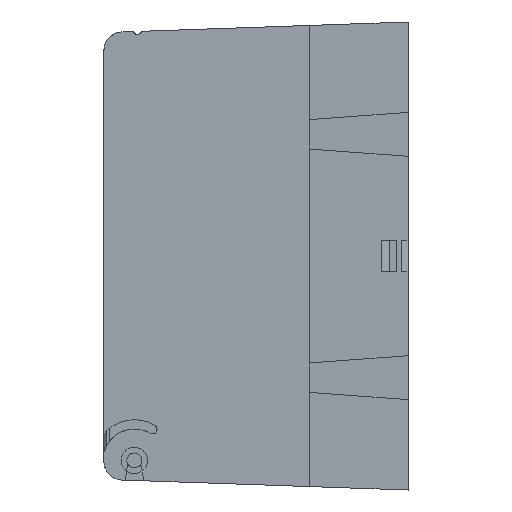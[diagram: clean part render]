
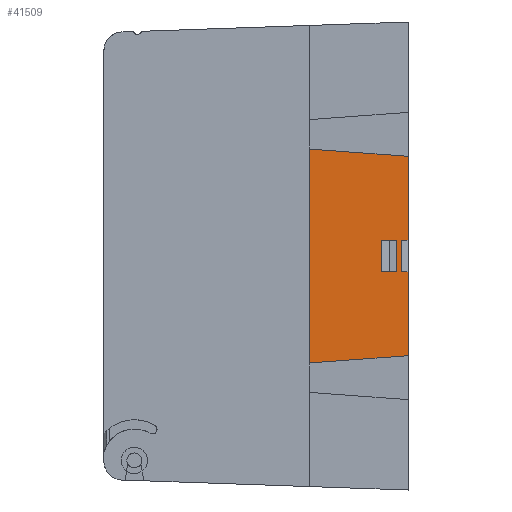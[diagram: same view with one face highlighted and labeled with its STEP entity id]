
A CAD part, left-side view. The second image highlights one B-rep face of the part: STEP entity #41509.
In plain terms, the highlighted planar face has unit normal (1, 0, 0).
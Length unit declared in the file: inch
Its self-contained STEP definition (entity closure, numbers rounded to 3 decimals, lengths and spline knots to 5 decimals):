
#434 = VERTEX_POINT ( 'NONE', #18392 ) ;
#1547 = LINE ( 'NONE', #52360, #12485 ) ;
#1660 = VECTOR ( 'NONE', #45690, 39.37008 ) ;
#2062 = CARTESIAN_POINT ( 'NONE',  ( -4.3542, -1.3934, -0.17 ) ) ;
#2351 = CARTESIAN_POINT ( 'NONE',  ( -4.3542, -1.605, -0.17 ) ) ;
#2610 = DIRECTION ( 'NONE',  ( 0., -1., 0. ) ) ;
#2783 = CARTESIAN_POINT ( 'NONE',  ( -4.3542, -0.625, 0.17 ) ) ;
#2816 = ORIENTED_EDGE ( 'NONE', *, *, #49835, .F. ) ;
#2872 = LINE ( 'NONE', #35119, #45322 ) ;
#2933 = EDGE_CURVE ( 'NONE', #4858, #25363, #39446, .T. ) ;
#3001 = CARTESIAN_POINT ( 'NONE',  ( -4.3542, -1.605, 0.17 ) ) ;
#4421 = DIRECTION ( 'NONE',  ( 0., 0., 1. ) ) ;
#4629 = ORIENTED_EDGE ( 'NONE', *, *, #28741, .F. ) ;
#4685 = VECTOR ( 'NONE', #44518, 39.37008 ) ;
#4858 = VERTEX_POINT ( 'NONE', #2351 ) ;
#4867 = ORIENTED_EDGE ( 'NONE', *, *, #43977, .F. ) ;
#5135 = EDGE_CURVE ( 'NONE', #12236, #32809, #34549, .T. ) ;
#7194 = CARTESIAN_POINT ( 'NONE',  ( -4.3542, -0.625, 1.14282 ) ) ;
#7422 = EDGE_CURVE ( 'NONE', #32809, #48888, #2872, .T. ) ;
#7704 = LINE ( 'NONE', #21773, #39237 ) ;
#11561 = ORIENTED_EDGE ( 'NONE', *, *, #32602, .F. ) ;
#11650 = LINE ( 'NONE', #14419, #43181 ) ;
#11829 = VECTOR ( 'NONE', #38016, 39.37008 ) ;
#12236 = VERTEX_POINT ( 'NONE', #18001 ) ;
#12485 = VECTOR ( 'NONE', #23983, 39.37008 ) ;
#12571 = DIRECTION ( 'NONE',  ( 0., -1., 0. ) ) ;
#12747 = AXIS2_PLACEMENT_3D ( 'NONE', #48956, #24568, #52935 ) ;
#12844 = VECTOR ( 'NONE', #2610, 39.37008 ) ;
#13328 = CARTESIAN_POINT ( 'NONE',  ( -4.3542, -0.625, -4.87979 ) ) ;
#13845 = EDGE_CURVE ( 'NONE', #26713, #30591, #26613, .T. ) ;
#13884 = DIRECTION ( 'NONE',  ( 0., 0., 1. ) ) ;
#14419 = CARTESIAN_POINT ( 'NONE',  ( -4.3542, -0.625, -1.14282 ) ) ;
#14781 = CARTESIAN_POINT ( 'NONE',  ( -4.3542, -1.605, -2.21333 ) ) ;
#16434 = VECTOR ( 'NONE', #12571, 39.37008 ) ;
#17417 = CARTESIAN_POINT ( 'NONE',  ( -4.3542, -1.555, -0.17 ) ) ;
#18001 = CARTESIAN_POINT ( 'NONE',  ( -4.3542, -1.675, 0.17 ) ) ;
#18392 = CARTESIAN_POINT ( 'NONE',  ( -4.3542, -1.555, 0.17 ) ) ;
#21773 = CARTESIAN_POINT ( 'NONE',  ( -4.3542, -0.625, -0.17 ) ) ;
#22028 = CARTESIAN_POINT ( 'NONE',  ( -4.3542, -1.3934, 0.17 ) ) ;
#22527 = EDGE_LOOP ( 'NONE', ( #4867, #2816, #30847, #4629, #35678, #33659, #41858, #35981 ) ) ;
#23983 = DIRECTION ( 'NONE',  ( 0., 0., -1. ) ) ;
#24004 = CARTESIAN_POINT ( 'NONE',  ( -4.3542, -1.675, -1.065 ) ) ;
#24568 = DIRECTION ( 'NONE',  ( -1., 0., 0. ) ) ;
#25166 = CARTESIAN_POINT ( 'NONE',  ( -4.3542, -1.675, -2.25 ) ) ;
#25363 = VERTEX_POINT ( 'NONE', #3001 ) ;
#25941 = FACE_BOUND ( 'NONE', #28394, .T. ) ;
#26613 = LINE ( 'NONE', #30848, #4685 ) ;
#26713 = VERTEX_POINT ( 'NONE', #2062 ) ;
#26845 = ORIENTED_EDGE ( 'NONE', *, *, #34535, .F. ) ;
#26971 = VERTEX_POINT ( 'NONE', #24004 ) ;
#27665 = VERTEX_POINT ( 'NONE', #46170 ) ;
#28394 = EDGE_LOOP ( 'NONE', ( #46119, #26845, #11561, #41122 ) ) ;
#28553 = VECTOR ( 'NONE', #13884, 39.37008 ) ;
#28741 = EDGE_CURVE ( 'NONE', #48888, #27665, #37630, .T. ) ;
#29952 = VECTOR ( 'NONE', #47499, 39.37008 ) ;
#30591 = VERTEX_POINT ( 'NONE', #22028 ) ;
#30847 = ORIENTED_EDGE ( 'NONE', *, *, #41793, .F. ) ;
#30848 = CARTESIAN_POINT ( 'NONE',  ( -4.3542, -1.3934, -2.21333 ) ) ;
#31371 = VERTEX_POINT ( 'NONE', #49375 ) ;
#32602 = EDGE_CURVE ( 'NONE', #30591, #434, #42791, .T. ) ;
#32809 = VERTEX_POINT ( 'NONE', #43984 ) ;
#33659 = ORIENTED_EDGE ( 'NONE', *, *, #5135, .F. ) ;
#34535 = EDGE_CURVE ( 'NONE', #434, #44313, #1547, .T. ) ;
#34549 = LINE ( 'NONE', #51042, #1660 ) ;
#34617 = DIRECTION ( 'NONE',  ( 0., 0.997, 0.074 ) ) ;
#35119 = CARTESIAN_POINT ( 'NONE',  ( -4.3542, -1.675, 1.065 ) ) ;
#35678 = ORIENTED_EDGE ( 'NONE', *, *, #7422, .F. ) ;
#35981 = ORIENTED_EDGE ( 'NONE', *, *, #2933, .F. ) ;
#37454 = VECTOR ( 'NONE', #4421, 39.37008 ) ;
#37630 = LINE ( 'NONE', #13328, #11829 ) ;
#38016 = DIRECTION ( 'NONE',  ( 0., 0., -1. ) ) ;
#38558 = EDGE_CURVE ( 'NONE', #25363, #12236, #44354, .T. ) ;
#38730 = LINE ( 'NONE', #25166, #37454 ) ;
#39237 = VECTOR ( 'NONE', #46292, 39.37008 ) ;
#39446 = LINE ( 'NONE', #14781, #28553 ) ;
#40846 = LINE ( 'NONE', #43509, #29952 ) ;
#41122 = ORIENTED_EDGE ( 'NONE', *, *, #13845, .F. ) ;
#41509 = ADVANCED_FACE ( 'NONE', ( #25941, #46395 ), #44836, .F. ) ;
#41793 = EDGE_CURVE ( 'NONE', #27665, #26971, #11650, .T. ) ;
#41858 = ORIENTED_EDGE ( 'NONE', *, *, #38558, .F. ) ;
#42791 = LINE ( 'NONE', #52837, #16434 ) ;
#43181 = VECTOR ( 'NONE', #43204, 39.37008 ) ;
#43204 = DIRECTION ( 'NONE',  ( 0., -0.997, 0.074 ) ) ;
#43509 = CARTESIAN_POINT ( 'NONE',  ( -4.3542, -0.625, -0.17 ) ) ;
#43977 = EDGE_CURVE ( 'NONE', #31371, #4858, #40846, .T. ) ;
#43984 = CARTESIAN_POINT ( 'NONE',  ( -4.3542, -1.675, 1.065 ) ) ;
#44313 = VERTEX_POINT ( 'NONE', #17417 ) ;
#44354 = LINE ( 'NONE', #2783, #12844 ) ;
#44518 = DIRECTION ( 'NONE',  ( 0., 0., 1. ) ) ;
#44836 = PLANE ( 'NONE',  #12747 ) ;
#45296 = EDGE_CURVE ( 'NONE', #44313, #26713, #7704, .T. ) ;
#45322 = VECTOR ( 'NONE', #34617, 39.37008 ) ;
#45690 = DIRECTION ( 'NONE',  ( 0., 0., 1. ) ) ;
#46119 = ORIENTED_EDGE ( 'NONE', *, *, #45296, .F. ) ;
#46170 = CARTESIAN_POINT ( 'NONE',  ( -4.3542, -0.625, -1.14282 ) ) ;
#46292 = DIRECTION ( 'NONE',  ( 0., 1., 0. ) ) ;
#46395 = FACE_OUTER_BOUND ( 'NONE', #22527, .T. ) ;
#47499 = DIRECTION ( 'NONE',  ( 0., 1., 0. ) ) ;
#48888 = VERTEX_POINT ( 'NONE', #7194 ) ;
#48956 = CARTESIAN_POINT ( 'NONE',  ( -4.3542, -0.625, -2.21333 ) ) ;
#49375 = CARTESIAN_POINT ( 'NONE',  ( -4.3542, -1.675, -0.17 ) ) ;
#49835 = EDGE_CURVE ( 'NONE', #26971, #31371, #38730, .T. ) ;
#51042 = CARTESIAN_POINT ( 'NONE',  ( -4.3542, -1.675, -2.25 ) ) ;
#52360 = CARTESIAN_POINT ( 'NONE',  ( -4.3542, -1.555, -2.21333 ) ) ;
#52837 = CARTESIAN_POINT ( 'NONE',  ( -4.3542, -0.625, 0.17 ) ) ;
#52935 = DIRECTION ( 'NONE',  ( 0., 0., 1. ) ) ;
